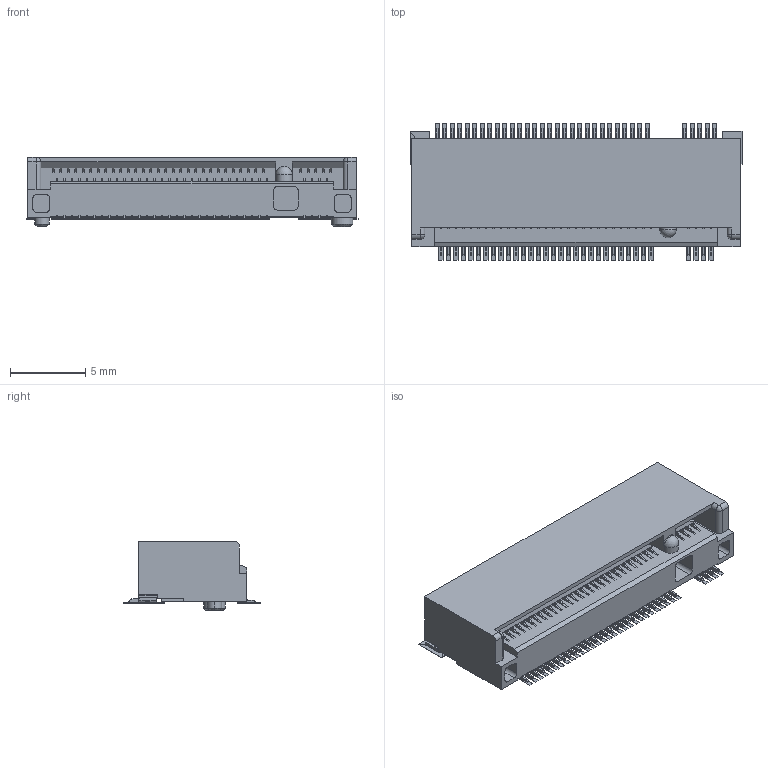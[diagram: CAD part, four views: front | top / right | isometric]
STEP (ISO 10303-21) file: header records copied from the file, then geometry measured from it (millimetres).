
FILE_DESCRIPTION(/* description */ (''),/* implementation_level */ '2;1');
FILE_NAME(/* name */ '080-1927-000_1.stp',/* time_stamp */ '2023-11-01T20:46:16+03:00',/* author */ (''),/* organization */ (''),/* preprocessor_version */ 'ST-DEVELOPER v16.7',/* originating_system */ 'SIEMENS PLM Software NX 12.0',/* authorisation */ '');
FILE_SCHEMA (('AUTOMOTIVE_DESIGN { 1 0 10303 214 3 1 1 1 }'));
Products named in the file (1): 080-1927-000_1
Bounding box: 22.12 x 9.1 x 4.6 mm (x, y, z)
Volume: 449 mm3; surface area: 960 mm2
Topology: 1 solids, 1 shells, 2085 faces, 5954 edges, 4046 vertices
Faces by surface type: plane 1510, cylinder 568, cone 4, sphere 3
Entity records: 71130 total; most frequent: CARTESIAN_POINT 12740, ORIENTED_EDGE 11902, DIRECTION 10981, EDGE_CURVE 5951, LINE 4703, VECTOR 4703, VERTEX_POINT 4046, AXIS2_PLACEMENT_3D 3139
